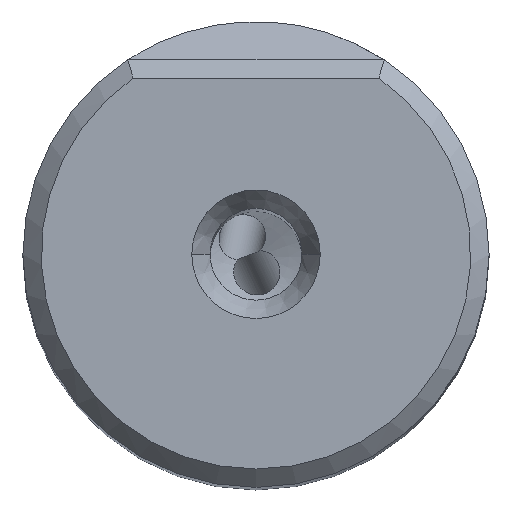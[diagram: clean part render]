
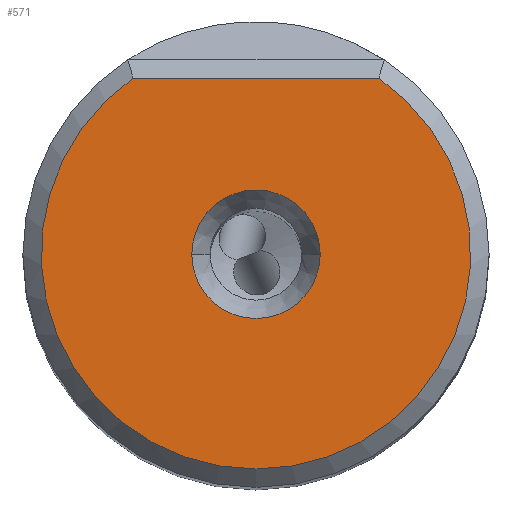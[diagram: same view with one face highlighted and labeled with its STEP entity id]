
A CAD part, top view. The second image highlights one B-rep face of the part: STEP entity #571.
In plain terms, the highlighted planar face has unit normal (0, 0, 1).
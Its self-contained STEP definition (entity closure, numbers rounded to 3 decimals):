
#571=ADVANCED_FACE('',(#831,#832),#765,.T.);
#765=PLANE('',#3813);
#831=FACE_BOUND('',#854,.T.);
#832=FACE_BOUND('',#855,.T.);
#854=EDGE_LOOP('',(#1236,#1237,#1238));
#855=EDGE_LOOP('',(#1239,#1240));
#1060=CIRCLE('',#3809,11.7);
#1061=CIRCLE('',#3810,11.7);
#1062=CIRCLE('',#3811,3.5);
#1063=CIRCLE('',#3812,3.5);
#1236=ORIENTED_EDGE('',*,*,#2741,.F.);
#1237=ORIENTED_EDGE('',*,*,#2742,.F.);
#1238=ORIENTED_EDGE('',*,*,#2743,.F.);
#1239=ORIENTED_EDGE('',*,*,#2744,.F.);
#1240=ORIENTED_EDGE('',*,*,#2745,.F.);
#2362=VERTEX_POINT('',#5246);
#2363=VERTEX_POINT('',#5247);
#2364=VERTEX_POINT('',#5249);
#2365=VERTEX_POINT('',#5252);
#2366=VERTEX_POINT('',#5253);
#2741=EDGE_CURVE('',#2362,#2363,#3304,.T.);
#2742=EDGE_CURVE('',#2364,#2362,#1060,.T.);
#2743=EDGE_CURVE('',#2363,#2364,#1061,.T.);
#2744=EDGE_CURVE('',#2365,#2366,#1062,.T.);
#2745=EDGE_CURVE('',#2366,#2365,#1063,.T.);
#3304=LINE('',#5245,#3480);
#3480=VECTOR('',#4241,1.);
#3809=AXIS2_PLACEMENT_3D('',#5248,#4242,#4243);
#3810=AXIS2_PLACEMENT_3D('',#5250,#4244,#4245);
#3811=AXIS2_PLACEMENT_3D('',#5251,#4246,#4247);
#3812=AXIS2_PLACEMENT_3D('',#5254,#4248,#4249);
#3813=AXIS2_PLACEMENT_3D('',#5255,#4250,#4251);
#4241=DIRECTION('',(1.,0.,0.));
#4242=DIRECTION('',(0.,0.,-1.));
#4243=DIRECTION('',(0.,-1.,0.));
#4244=DIRECTION('',(0.,0.,-1.));
#4245=DIRECTION('',(0.572,0.821,0.));
#4246=DIRECTION('',(0.,0.,1.));
#4247=DIRECTION('',(1.,0.,0.));
#4248=DIRECTION('',(0.,0.,1.));
#4249=DIRECTION('',(-1.,0.,0.));
#4250=DIRECTION('',(0.,0.,1.));
#4251=DIRECTION('',(1.,0.,0.));
#5245=CARTESIAN_POINT('',(-6.688,9.6,0.));
#5246=CARTESIAN_POINT('',(-6.688,9.6,0.));
#5247=CARTESIAN_POINT('',(6.688,9.6,0.));
#5248=CARTESIAN_POINT('',(0.,0.,0.));
#5249=CARTESIAN_POINT('',(0.,-11.7,0.));
#5250=CARTESIAN_POINT('',(0.,0.,0.));
#5251=CARTESIAN_POINT('',(0.,0.,0.));
#5252=CARTESIAN_POINT('',(3.5,0.,0.));
#5253=CARTESIAN_POINT('',(-3.5,0.,0.));
#5254=CARTESIAN_POINT('',(0.,0.,0.));
#5255=CARTESIAN_POINT('',(0.,-1.05,0.));
